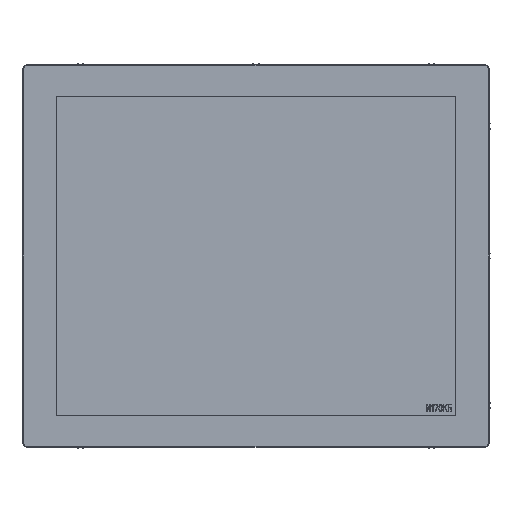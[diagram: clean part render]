
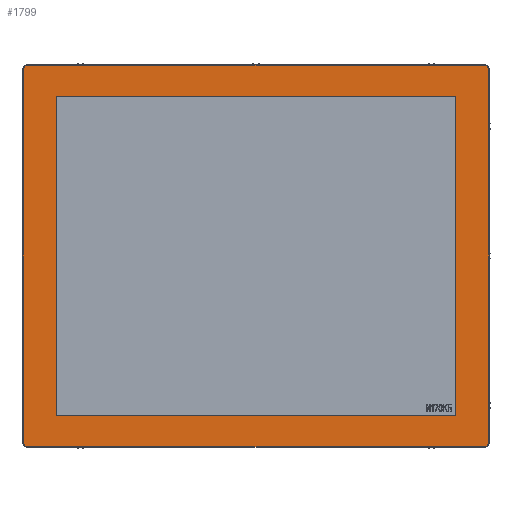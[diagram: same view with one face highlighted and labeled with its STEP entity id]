
A CAD part, front view. The second image highlights one B-rep face of the part: STEP entity #1799.
In plain terms, the highlighted planar face has unit normal (0, -1, 0).
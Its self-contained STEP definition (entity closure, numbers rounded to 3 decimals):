
#1799 = ADVANCED_FACE( '', ( #3609, #3610 ), #3611, .T. );
#3609 = FACE_OUTER_BOUND( '', #5483, .T. );
#3610 = FACE_BOUND( '', #5484, .T. );
#3611 = PLANE( '', #5485 );
#5483 = EDGE_LOOP( '', ( #11568, #11569, #11570, #11571, #11572, #11573, #11574, #11575 ) );
#5484 = EDGE_LOOP( '', ( #11576, #11577, #11578, #11579 ) );
#5485 = AXIS2_PLACEMENT_3D( '', #11580, #11581, #11582 );
#11568 = ORIENTED_EDGE( '', *, *, #13034, .T. );
#11569 = ORIENTED_EDGE( '', *, *, #13438, .T. );
#11570 = ORIENTED_EDGE( '', *, *, #12016, .T. );
#11571 = ORIENTED_EDGE( '', *, *, #12889, .T. );
#11572 = ORIENTED_EDGE( '', *, *, #13298, .T. );
#11573 = ORIENTED_EDGE( '', *, *, #12591, .T. );
#11574 = ORIENTED_EDGE( '', *, *, #13389, .T. );
#11575 = ORIENTED_EDGE( '', *, *, #13246, .T. );
#11576 = ORIENTED_EDGE( '', *, *, #12624, .T. );
#11577 = ORIENTED_EDGE( '', *, *, #11655, .T. );
#11578 = ORIENTED_EDGE( '', *, *, #13028, .T. );
#11579 = ORIENTED_EDGE( '', *, *, #12131, .T. );
#11580 = CARTESIAN_POINT( '', ( 0., -5.5, 0. ) );
#11581 = DIRECTION( '', ( 0., -1., 0. ) );
#11582 = DIRECTION( '', ( 0., 0., -1. ) );
#11655 = EDGE_CURVE( '', #13576, #13577, #13578, .T. );
#12016 = EDGE_CURVE( '', #14207, #14205, #14208, .T. );
#12131 = EDGE_CURVE( '', #14390, #14391, #14392, .T. );
#12591 = EDGE_CURVE( '', #15132, #15136, #15138, .T. );
#12624 = EDGE_CURVE( '', #14391, #13576, #15187, .T. );
#12889 = EDGE_CURVE( '', #14205, #15559, #15561, .T. );
#13028 = EDGE_CURVE( '', #13577, #14390, #15735, .T. );
#13034 = EDGE_CURVE( '', #15739, #15741, #15743, .T. );
#13246 = EDGE_CURVE( '', #15990, #15739, #15992, .T. );
#13298 = EDGE_CURVE( '', #15559, #15132, #16045, .T. );
#13389 = EDGE_CURVE( '', #15136, #15990, #16143, .T. );
#13438 = EDGE_CURVE( '', #15741, #14207, #16192, .T. );
#13576 = VERTEX_POINT( '', #16522 );
#13577 = VERTEX_POINT( '', #16523 );
#13578 = LINE( '', #16524, #16525 );
#14205 = VERTEX_POINT( '', #18148 );
#14207 = VERTEX_POINT( '', #18151 );
#14208 = CIRCLE( '', #18152, 3.5 );
#14390 = VERTEX_POINT( '', #18589 );
#14391 = VERTEX_POINT( '', #18590 );
#14392 = LINE( '', #18591, #18592 );
#15132 = VERTEX_POINT( '', #20893 );
#15136 = VERTEX_POINT( '', #20899 );
#15138 = LINE( '', #20902, #20903 );
#15187 = LINE( '', #21015, #21016 );
#15559 = VERTEX_POINT( '', #21728 );
#15561 = LINE( '', #21731, #21732 );
#15735 = LINE( '', #22150, #22151 );
#15739 = VERTEX_POINT( '', #22173 );
#15741 = VERTEX_POINT( '', #22176 );
#15743 = CIRCLE( '', #22179, 3.5 );
#15990 = VERTEX_POINT( '', #22791 );
#15992 = LINE( '', #22794, #22795 );
#16045 = CIRCLE( '', #22904, 3.5 );
#16143 = CIRCLE( '', #23129, 3.5 );
#16192 = LINE( '', #23195, #23196 );
#16522 = CARTESIAN_POINT( '', ( 169.95, -5.5, 136.15 ) );
#16523 = CARTESIAN_POINT( '', ( 169.95, -5.5, -136.15 ) );
#16524 = CARTESIAN_POINT( '', ( 169.95, -5.5, 136.15 ) );
#16525 = VECTOR( '', #23248, 1000. );
#18148 = CARTESIAN_POINT( '', ( 197.95, -5.5, -158.75 ) );
#18151 = CARTESIAN_POINT( '', ( 194.45, -5.5, -162.25 ) );
#18152 = AXIS2_PLACEMENT_3D( '', #23404, #23405, #23406 );
#18589 = CARTESIAN_POINT( '', ( -169.95, -5.5, -136.15 ) );
#18590 = CARTESIAN_POINT( '', ( -169.95, -5.5, 136.15 ) );
#18591 = CARTESIAN_POINT( '', ( -169.95, -5.5, -136.15 ) );
#18592 = VECTOR( '', #23465, 1000. );
#20893 = CARTESIAN_POINT( '', ( 194.45, -5.5, 162.25 ) );
#20899 = CARTESIAN_POINT( '', ( -194.45, -5.5, 162.25 ) );
#20902 = CARTESIAN_POINT( '', ( -194.45, -5.5, 162.25 ) );
#20903 = VECTOR( '', #23616, 1000. );
#21015 = CARTESIAN_POINT( '', ( -169.95, -5.5, 136.15 ) );
#21016 = VECTOR( '', #23625, 1000. );
#21728 = CARTESIAN_POINT( '', ( 197.95, -5.5, 158.75 ) );
#21731 = CARTESIAN_POINT( '', ( 197.95, -5.5, 158.75 ) );
#21732 = VECTOR( '', #23850, 1000. );
#22150 = CARTESIAN_POINT( '', ( 169.95, -5.5, -136.15 ) );
#22151 = VECTOR( '', #23920, 1000. );
#22173 = CARTESIAN_POINT( '', ( -197.95, -5.5, -158.75 ) );
#22176 = CARTESIAN_POINT( '', ( -194.45, -5.5, -162.25 ) );
#22179 = AXIS2_PLACEMENT_3D( '', #23923, #23924, #23925 );
#22791 = CARTESIAN_POINT( '', ( -197.95, -5.5, 158.75 ) );
#22794 = CARTESIAN_POINT( '', ( -197.95, -5.5, -158.75 ) );
#22795 = VECTOR( '', #24052, 1000. );
#22904 = AXIS2_PLACEMENT_3D( '', #24066, #24067, #24068 );
#23129 = AXIS2_PLACEMENT_3D( '', #24094, #24095, #24096 );
#23195 = CARTESIAN_POINT( '', ( 194.45, -5.5, -162.25 ) );
#23196 = VECTOR( '', #24102, 1000. );
#23248 = DIRECTION( '', ( 0., 0., -1. ) );
#23404 = CARTESIAN_POINT( '', ( 194.45, -5.5, -158.75 ) );
#23405 = DIRECTION( '', ( 0., -1., 0. ) );
#23406 = DIRECTION( '', ( 0., 0., -1. ) );
#23465 = DIRECTION( '', ( 0., 0., 1. ) );
#23616 = DIRECTION( '', ( -1., 0., 0. ) );
#23625 = DIRECTION( '', ( 1., 0., 0. ) );
#23850 = DIRECTION( '', ( 0., 0., 1. ) );
#23920 = DIRECTION( '', ( -1., 0., 0. ) );
#23923 = CARTESIAN_POINT( '', ( -194.45, -5.5, -158.75 ) );
#23924 = DIRECTION( '', ( 0., -1., 0. ) );
#23925 = DIRECTION( '', ( 0., 0., -1. ) );
#24052 = DIRECTION( '', ( 0., 0., -1. ) );
#24066 = CARTESIAN_POINT( '', ( 194.45, -5.5, 158.75 ) );
#24067 = DIRECTION( '', ( 0., -1., 0. ) );
#24068 = DIRECTION( '', ( 0., 0., -1. ) );
#24094 = CARTESIAN_POINT( '', ( -194.45, -5.5, 158.75 ) );
#24095 = DIRECTION( '', ( 0., -1., 0. ) );
#24096 = DIRECTION( '', ( 0., 0., -1. ) );
#24102 = DIRECTION( '', ( 1., 0., 0. ) );
